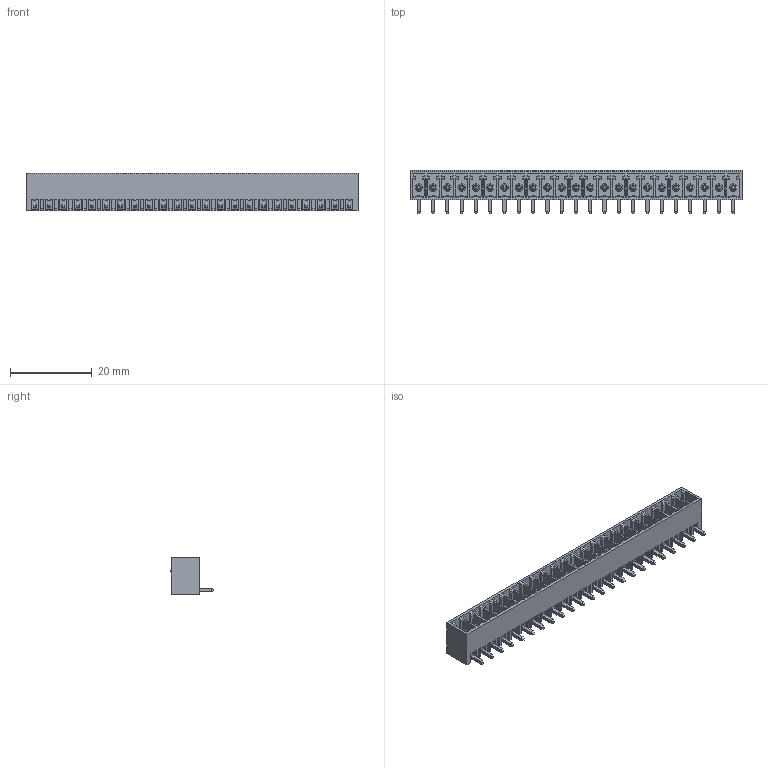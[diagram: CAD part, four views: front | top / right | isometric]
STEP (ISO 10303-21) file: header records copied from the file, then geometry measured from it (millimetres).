
FILE_DESCRIPTION(('STEP AP214'),'1');
FILE_NAME('PV23-3,5-H-P.stp','2018-11-29T15:02:02',(' '),(' '),'Spatial InterOp 3D',' ',' ');
FILE_SCHEMA(('AUTOMOTIVE_DESIGN { 1 0 10303 214 1 1 1 1 }'));
Length unit declared in the file: metre
Products named in the file (1): 1
Bounding box: 81.3 x 10.65 x 9.2 mm (x, y, z)
Volume: 2761.3 mm3; surface area: 6876.4 mm2
Topology: 1 solids, 1 shells, 1385 faces, 3666 edges, 2352 vertices
Faces by surface type: plane 1269, cylinder 70, cone 23, torus 23
Full cylindrical faces by diameter (mm): 1.8 x23
Entity records: 52484 total; most frequent: CARTESIAN_POINT 7450, ORIENTED_EDGE 7194, DIRECTION 6509, EDGE_CURVE 3597, LINE 3365, VECTOR 3365, VERTEX_POINT 2329, AXIS2_PLACEMENT_3D 1572
